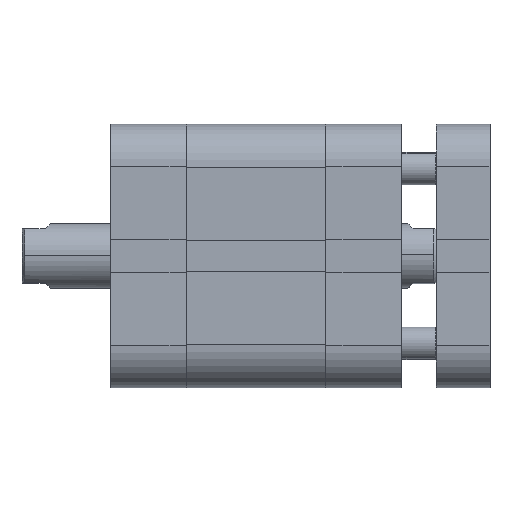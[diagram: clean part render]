
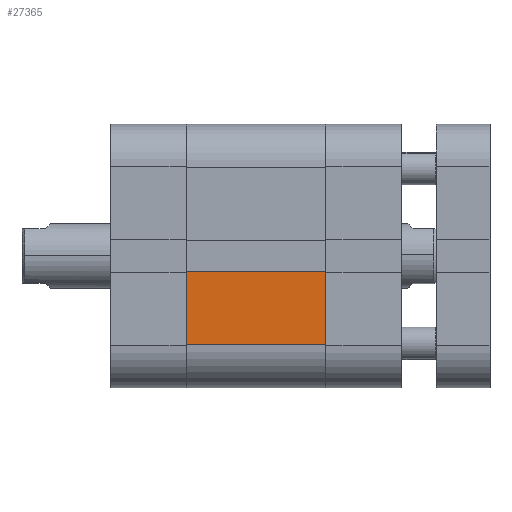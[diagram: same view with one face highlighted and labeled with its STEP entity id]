
A CAD part, front view. The second image highlights one B-rep face of the part: STEP entity #27365.
In plain terms, the highlighted planar face has unit normal (0, -1, 0).
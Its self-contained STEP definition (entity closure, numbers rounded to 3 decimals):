
#1542 = VERTEX_POINT ( 'NONE', #26806 ) ;
#2225 = EDGE_CURVE ( 'NONE', #13991, #1542, #20192, .T. ) ;
#2281 = VERTEX_POINT ( 'NONE', #9505 ) ;
#2632 = ORIENTED_EDGE ( 'NONE', *, *, #27225, .T. ) ;
#2955 = LINE ( 'NONE', #14766, #15120 ) ;
#4584 = DIRECTION ( 'NONE',  ( 0., 0., -1. ) ) ;
#8999 = VERTEX_POINT ( 'NONE', #31838 ) ;
#9316 = EDGE_CURVE ( 'NONE', #13991, #2281, #14206, .T. ) ;
#9505 = CARTESIAN_POINT ( 'NONE',  ( 26., -24.5, -16.5 ) ) ;
#12634 = DIRECTION ( 'NONE',  ( 0., 0., 1. ) ) ;
#13290 = VECTOR ( 'NONE', #13823, 1000. ) ;
#13823 = DIRECTION ( 'NONE',  ( -1., 0., 0. ) ) ;
#13840 = CARTESIAN_POINT ( 'NONE',  ( 0., -24.5, -24.5 ) ) ;
#13991 = VERTEX_POINT ( 'NONE', #30357 ) ;
#14206 = LINE ( 'NONE', #37562, #15555 ) ;
#14766 = CARTESIAN_POINT ( 'NONE',  ( 26., -24.5, -16.5 ) ) ;
#15120 = VECTOR ( 'NONE', #20573, 1000. ) ;
#15152 = PLANE ( 'NONE',  #19643 ) ;
#15555 = VECTOR ( 'NONE', #4584, 1000. ) ;
#15808 = ORIENTED_EDGE ( 'NONE', *, *, #9316, .F. ) ;
#19306 = ORIENTED_EDGE ( 'NONE', *, *, #2225, .T. ) ;
#19643 = AXIS2_PLACEMENT_3D ( 'NONE', #32903, #23642, #12634 ) ;
#20192 = LINE ( 'NONE', #34085, #13290 ) ;
#20573 = DIRECTION ( 'NONE',  ( 1., 0., 0. ) ) ;
#22257 = EDGE_CURVE ( 'NONE', #8999, #2281, #2955, .T. ) ;
#23642 = DIRECTION ( 'NONE',  ( 0., 1., 0. ) ) ;
#26806 = CARTESIAN_POINT ( 'NONE',  ( 0., -24.5, -2.8 ) ) ;
#26991 = VECTOR ( 'NONE', #34484, 1000. ) ;
#27225 = EDGE_CURVE ( 'NONE', #1542, #8999, #35228, .T. ) ;
#27365 = ADVANCED_FACE ( 'NONE', ( #29620 ), #15152, .F. ) ;
#27857 = ORIENTED_EDGE ( 'NONE', *, *, #22257, .T. ) ;
#29620 = FACE_OUTER_BOUND ( 'NONE', #32225, .T. ) ;
#30357 = CARTESIAN_POINT ( 'NONE',  ( 26., -24.5, -2.8 ) ) ;
#31838 = CARTESIAN_POINT ( 'NONE',  ( 0., -24.5, -16.5 ) ) ;
#32225 = EDGE_LOOP ( 'NONE', ( #19306, #2632, #27857, #15808 ) ) ;
#32903 = CARTESIAN_POINT ( 'NONE',  ( 26., -24.5, -24.5 ) ) ;
#34085 = CARTESIAN_POINT ( 'NONE',  ( 26.001, -24.5, -2.8 ) ) ;
#34484 = DIRECTION ( 'NONE',  ( 0., 0., -1. ) ) ;
#35228 = LINE ( 'NONE', #13840, #26991 ) ;
#37562 = CARTESIAN_POINT ( 'NONE',  ( 26., -24.5, -24.5 ) ) ;
